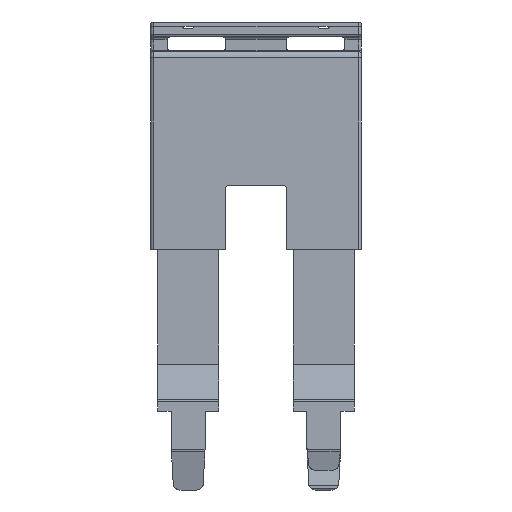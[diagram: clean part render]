
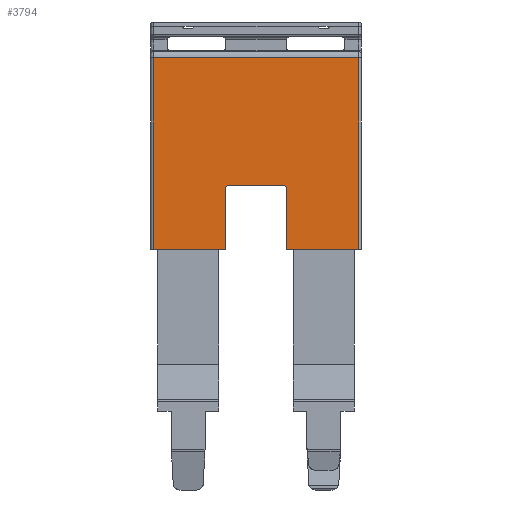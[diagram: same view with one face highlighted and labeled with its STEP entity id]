
A CAD part, front view. The second image highlights one B-rep face of the part: STEP entity #3794.
In plain terms, the highlighted planar face has unit normal (0, -1, 0).
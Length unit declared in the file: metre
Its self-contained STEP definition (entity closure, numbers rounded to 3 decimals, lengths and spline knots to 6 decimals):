
#87=CIRCLE('',#4081,0.0002);
#88=CIRCLE('',#4082,0.0002);
#349=FACE_OUTER_BOUND('',#559,.T.);
#559=EDGE_LOOP('',(#2733,#2734,#2735,#2736,#2737,#2738,#2739,#2740,#2741,
#2742));
#927=LINE('',#6244,#1305);
#932=LINE('',#6258,#1310);
#936=LINE('',#6265,#1314);
#937=LINE('',#6266,#1315);
#938=LINE('',#6268,#1316);
#939=LINE('',#6272,#1317);
#940=LINE('',#6275,#1318);
#941=LINE('',#6276,#1319);
#1305=VECTOR('',#4794,0.0053);
#1310=VECTOR('',#4809,0.0053);
#1314=VECTOR('',#4815,0.01505);
#1315=VECTOR('',#4816,0.01408);
#1316=VECTOR('',#4817,0.0045);
#1317=VECTOR('',#4820,0.00405);
#1318=VECTOR('',#4823,0.0045);
#1319=VECTOR('',#4824,0.01408);
#1721=VERTEX_POINT('',#6242);
#1722=VERTEX_POINT('',#6243);
#1725=VERTEX_POINT('',#6255);
#1726=VERTEX_POINT('',#6257);
#1727=VERTEX_POINT('',#6263);
#1728=VERTEX_POINT('',#6264);
#1729=VERTEX_POINT('',#6267);
#1730=VERTEX_POINT('',#6269);
#1731=VERTEX_POINT('',#6271);
#1732=VERTEX_POINT('',#6273);
#2111=EDGE_CURVE('',#1721,#1722,#927,.T.);
#2120=EDGE_CURVE('',#1725,#1726,#932,.T.);
#2124=EDGE_CURVE('',#1727,#1728,#936,.T.);
#2125=EDGE_CURVE('',#1728,#1722,#937,.F.);
#2126=EDGE_CURVE('',#1721,#1729,#938,.T.);
#2127=EDGE_CURVE('',#1729,#1730,#87,.F.);
#2128=EDGE_CURVE('',#1730,#1731,#939,.T.);
#2129=EDGE_CURVE('',#1731,#1732,#88,.F.);
#2130=EDGE_CURVE('',#1732,#1726,#940,.T.);
#2131=EDGE_CURVE('',#1725,#1727,#941,.T.);
#2733=ORIENTED_EDGE('',*,*,#2124,.T.);
#2734=ORIENTED_EDGE('',*,*,#2125,.T.);
#2735=ORIENTED_EDGE('',*,*,#2111,.F.);
#2736=ORIENTED_EDGE('',*,*,#2126,.T.);
#2737=ORIENTED_EDGE('',*,*,#2127,.T.);
#2738=ORIENTED_EDGE('',*,*,#2128,.T.);
#2739=ORIENTED_EDGE('',*,*,#2129,.T.);
#2740=ORIENTED_EDGE('',*,*,#2130,.T.);
#2741=ORIENTED_EDGE('',*,*,#2120,.F.);
#2742=ORIENTED_EDGE('',*,*,#2131,.T.);
#3435=PLANE('',#4080);
#3794=ADVANCED_FACE('',(#349),#3435,.T.);
#4080=AXIS2_PLACEMENT_3D('',#6262,#4813,#4814);
#4081=AXIS2_PLACEMENT_3D('',#6270,#4818,#4819);
#4082=AXIS2_PLACEMENT_3D('',#6274,#4821,#4822);
#4794=DIRECTION('',(-1.,0.,0.));
#4809=DIRECTION('',(-1.,0.,0.));
#4813=DIRECTION('center_axis',(0.,-1.,0.));
#4814=DIRECTION('ref_axis',(0.,0.,-1.));
#4815=DIRECTION('',(-1.,0.,0.));
#4816=DIRECTION('',(0.,0.,1.));
#4817=DIRECTION('',(0.,0.,1.));
#4818=DIRECTION('center_axis',(0.,-1.,0.));
#4819=DIRECTION('ref_axis',(0.,0.,-1.));
#4820=DIRECTION('',(1.,0.,0.));
#4821=DIRECTION('center_axis',(0.,-1.,0.));
#4822=DIRECTION('ref_axis',(0.,0.,-1.));
#4823=DIRECTION('',(0.,0.,-1.));
#4824=DIRECTION('',(0.,0.,1.));
#6242=CARTESIAN_POINT('',(-0.002225,-0.001,0.00052));
#6243=CARTESIAN_POINT('',(-0.007525,-0.001,0.00052));
#6244=CARTESIAN_POINT('',(-0.002225,-0.001,0.00052));
#6255=CARTESIAN_POINT('',(0.007525,-0.001,0.00052));
#6257=CARTESIAN_POINT('',(0.002225,-0.001,0.00052));
#6258=CARTESIAN_POINT('',(0.007525,-0.001,0.00052));
#6262=CARTESIAN_POINT('Origin',(0.007725,-0.001,0.00052));
#6263=CARTESIAN_POINT('',(0.007525,-0.001,0.0146));
#6264=CARTESIAN_POINT('',(-0.007525,-0.001,0.0146));
#6265=CARTESIAN_POINT('',(0.007525,-0.001,0.0146));
#6266=CARTESIAN_POINT('',(-0.007525,-0.001,0.00052));
#6267=CARTESIAN_POINT('',(-0.002225,-0.001,0.00502));
#6268=CARTESIAN_POINT('',(-0.002225,-0.001,0.00052));
#6269=CARTESIAN_POINT('',(-0.002025,-0.001,0.00522));
#6270=CARTESIAN_POINT('Origin',(-0.002025,-0.001,0.00502));
#6271=CARTESIAN_POINT('',(0.002025,-0.001,0.00522));
#6272=CARTESIAN_POINT('',(-0.002025,-0.001,0.00522));
#6273=CARTESIAN_POINT('',(0.002225,-0.001,0.00502));
#6274=CARTESIAN_POINT('Origin',(0.002025,-0.001,0.00502));
#6275=CARTESIAN_POINT('',(0.002225,-0.001,0.00502));
#6276=CARTESIAN_POINT('',(0.007525,-0.001,0.00052));
